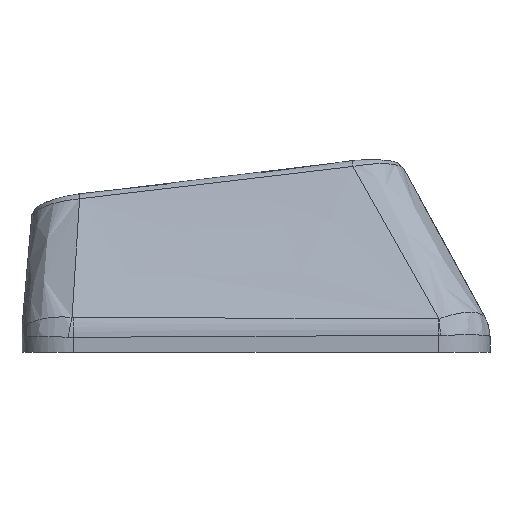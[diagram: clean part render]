
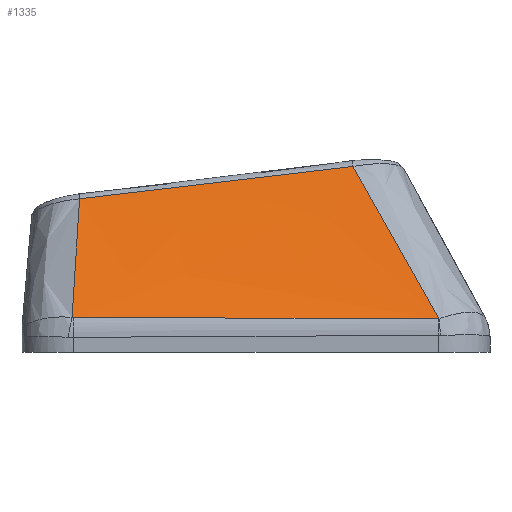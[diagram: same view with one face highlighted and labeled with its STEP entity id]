
A CAD part, left-side view. The second image highlights one B-rep face of the part: STEP entity #1335.
In plain terms, the highlighted free-form (B-spline) face has degree [3, 3] with [4, 4] control points.
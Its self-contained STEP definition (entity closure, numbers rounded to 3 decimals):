
#31=B_SPLINE_SURFACE_WITH_KNOTS('',3,3,((#2818,#2819,#2820,#2821),(#2822,
#2823,#2824,#2825),(#2826,#2827,#2828,#2829),(#2830,#2831,#2832,#2833)),
 .UNSPECIFIED.,.F.,.F.,.F.,(4,4),(4,4),(0.101,0.893),
(0.045,0.954),.UNSPECIFIED.);
#161=FACE_OUTER_BOUND('',#240,.T.);
#240=EDGE_LOOP('',(#1039,#1040,#1041,#1042,#1043,#1044));
#459=B_SPLINE_CURVE_WITH_KNOTS('',3,(#2508,#2509,#2510,#2511),
 .UNSPECIFIED.,.F.,.F.,(4,4),(0.,0.002),
 .UNSPECIFIED.);
#461=B_SPLINE_CURVE_WITH_KNOTS('',3,(#2535,#2536,#2537,#2538),
 .UNSPECIFIED.,.F.,.F.,(4,4),(0.,1.416),.UNSPECIFIED.);
#463=B_SPLINE_CURVE_WITH_KNOTS('',3,(#2562,#2563,#2564,#2565),
 .UNSPECIFIED.,.F.,.F.,(4,4),(0.,0.005),
 .UNSPECIFIED.);
#478=B_SPLINE_CURVE_WITH_KNOTS('',3,(#2835,#2836,#2837,#2838),
 .UNSPECIFIED.,.F.,.F.,(4,4),(0.036,0.771),
 .UNSPECIFIED.);
#479=B_SPLINE_CURVE_WITH_KNOTS('',3,(#2840,#2841,#2842,#2843),
 .UNSPECIFIED.,.F.,.F.,(4,4),(-1.068,0.),.UNSPECIFIED.);
#480=B_SPLINE_CURVE_WITH_KNOTS('',3,(#2844,#2845,#2846,#2847),
 .UNSPECIFIED.,.F.,.F.,(4,4),(-0.569,-0.031),
 .UNSPECIFIED.);
#592=VERTEX_POINT('',#2470);
#594=VERTEX_POINT('',#2501);
#596=VERTEX_POINT('',#2528);
#598=VERTEX_POINT('',#2555);
#614=VERTEX_POINT('',#2834);
#615=VERTEX_POINT('',#2839);
#755=EDGE_CURVE('',#592,#594,#459,.T.);
#758=EDGE_CURVE('',#594,#596,#461,.T.);
#761=EDGE_CURVE('',#596,#598,#463,.T.);
#785=EDGE_CURVE('',#614,#592,#478,.T.);
#786=EDGE_CURVE('',#615,#614,#479,.T.);
#787=EDGE_CURVE('',#598,#615,#480,.T.);
#1039=ORIENTED_EDGE('',*,*,#761,.F.);
#1040=ORIENTED_EDGE('',*,*,#758,.F.);
#1041=ORIENTED_EDGE('',*,*,#755,.F.);
#1042=ORIENTED_EDGE('',*,*,#785,.F.);
#1043=ORIENTED_EDGE('',*,*,#786,.F.);
#1044=ORIENTED_EDGE('',*,*,#787,.F.);
#1335=ADVANCED_FACE('',(#161),#31,.T.);
#2470=CARTESIAN_POINT('',(-8.936,-7.099,0.305));
#2501=CARTESIAN_POINT('',(-8.936,-7.078,0.304));
#2508=CARTESIAN_POINT('Ctrl Pts',(-8.936,-7.099,0.305));
#2509=CARTESIAN_POINT('Ctrl Pts',(-8.936,-7.092,0.305));
#2510=CARTESIAN_POINT('Ctrl Pts',(-8.936,-7.085,0.304));
#2511=CARTESIAN_POINT('Ctrl Pts',(-8.936,-7.078,0.304));
#2528=CARTESIAN_POINT('',(-8.867,7.086,0.356));
#2535=CARTESIAN_POINT('Ctrl Pts',(-8.936,-7.078,0.304));
#2536=CARTESIAN_POINT('Ctrl Pts',(-8.919,-2.357,0.32));
#2537=CARTESIAN_POINT('Ctrl Pts',(-8.897,2.364,0.337));
#2538=CARTESIAN_POINT('Ctrl Pts',(-8.867,7.086,0.356));
#2555=CARTESIAN_POINT('',(-8.864,7.138,0.361));
#2562=CARTESIAN_POINT('Ctrl Pts',(-8.867,7.086,0.356));
#2563=CARTESIAN_POINT('Ctrl Pts',(-8.867,7.103,0.356));
#2564=CARTESIAN_POINT('Ctrl Pts',(-8.866,7.121,0.358));
#2565=CARTESIAN_POINT('Ctrl Pts',(-8.864,7.138,0.361));
#2818=CARTESIAN_POINT('Ctrl Pts',(-6.11,-4.134,6.257));
#2819=CARTESIAN_POINT('Ctrl Pts',(-7.052,-5.122,4.273));
#2820=CARTESIAN_POINT('Ctrl Pts',(-7.994,-6.111,2.289));
#2821=CARTESIAN_POINT('Ctrl Pts',(-8.936,-7.099,0.304));
#2822=CARTESIAN_POINT('Ctrl Pts',(-6.11,-0.376,5.822));
#2823=CARTESIAN_POINT('Ctrl Pts',(-7.052,-1.035,3.976));
#2824=CARTESIAN_POINT('Ctrl Pts',(-7.994,-1.694,2.13));
#2825=CARTESIAN_POINT('Ctrl Pts',(-8.936,-2.353,0.283));
#2826=CARTESIAN_POINT('Ctrl Pts',(-6.11,3.382,5.387));
#2827=CARTESIAN_POINT('Ctrl Pts',(-7.052,3.052,3.679));
#2828=CARTESIAN_POINT('Ctrl Pts',(-7.994,2.722,1.97));
#2829=CARTESIAN_POINT('Ctrl Pts',(-8.936,2.392,0.262));
#2830=CARTESIAN_POINT('Ctrl Pts',(-6.11,7.14,4.953));
#2831=CARTESIAN_POINT('Ctrl Pts',(-7.052,7.14,3.382));
#2832=CARTESIAN_POINT('Ctrl Pts',(-7.994,7.139,1.811));
#2833=CARTESIAN_POINT('Ctrl Pts',(-8.936,7.138,0.241));
#2834=CARTESIAN_POINT('',(-6.11,-3.758,6.214));
#2835=CARTESIAN_POINT('Ctrl Pts',(-6.11,-3.758,6.214));
#2836=CARTESIAN_POINT('Ctrl Pts',(-7.058,-4.877,4.249));
#2837=CARTESIAN_POINT('Ctrl Pts',(-7.999,-5.99,2.278));
#2838=CARTESIAN_POINT('Ctrl Pts',(-8.936,-7.099,0.305));
#2839=CARTESIAN_POINT('',(-6.125,6.845,4.961));
#2840=CARTESIAN_POINT('Ctrl Pts',(-6.125,6.845,4.961));
#2841=CARTESIAN_POINT('Ctrl Pts',(-6.12,3.31,5.375));
#2842=CARTESIAN_POINT('Ctrl Pts',(-6.115,-0.224,
5.793));
#2843=CARTESIAN_POINT('Ctrl Pts',(-6.11,-3.758,6.214));
#2844=CARTESIAN_POINT('Ctrl Pts',(-8.864,7.138,0.361));
#2845=CARTESIAN_POINT('Ctrl Pts',(-7.946,7.034,1.892));
#2846=CARTESIAN_POINT('Ctrl Pts',(-7.032,6.935,3.425));
#2847=CARTESIAN_POINT('Ctrl Pts',(-6.125,6.845,4.961));
